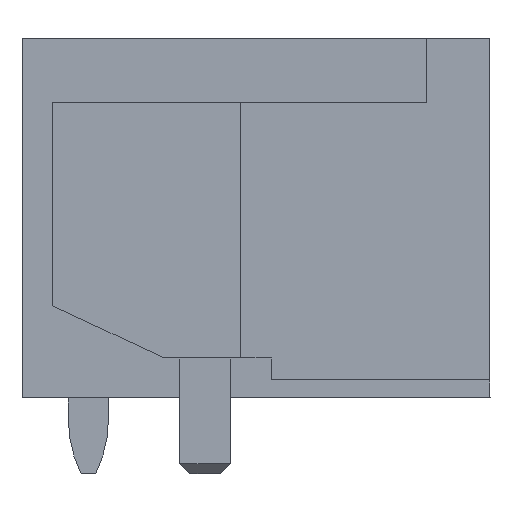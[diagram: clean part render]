
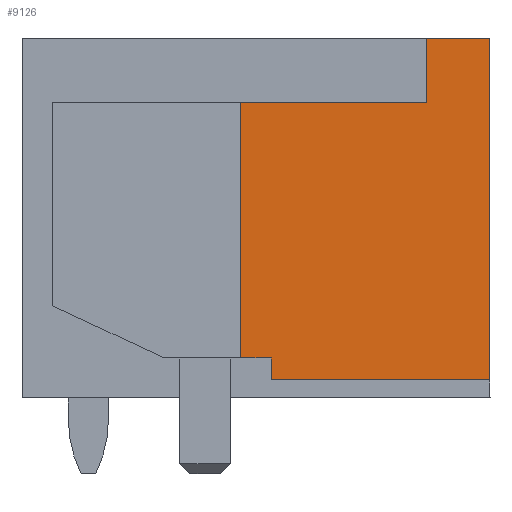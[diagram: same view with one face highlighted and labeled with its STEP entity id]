
A CAD part, left-side view. The second image highlights one B-rep face of the part: STEP entity #9126.
In plain terms, the highlighted planar face has unit normal (-1, 0, 0).
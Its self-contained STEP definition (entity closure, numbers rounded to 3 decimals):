
#9095=AXIS2_PLACEMENT_3D('Plane Axis2P3D',#9092,#9093,#9094) ;
#352=CARTESIAN_POINT('Vertex',(0.,0.,8.57)) ;
#355=CARTESIAN_POINT('Line Origine',(0.,0.,5.21)) ;
#359=CARTESIAN_POINT('Vertex',(0.,0.,1.85)) ;
#1219=CARTESIAN_POINT('Vertex',(0.,1.25,8.57)) ;
#1222=CARTESIAN_POINT('Line Origine',(0.,0.625,8.57)) ;
#9029=CARTESIAN_POINT('Vertex',(0.,4.3,1.85)) ;
#9032=CARTESIAN_POINT('Line Origine',(0.,4.3,2.065)) ;
#9036=CARTESIAN_POINT('Vertex',(0.,4.3,2.28)) ;
#9056=CARTESIAN_POINT('Line Origine',(0.,2.15,1.85)) ;
#9077=CARTESIAN_POINT('Vertex',(0.,1.25,7.3)) ;
#9080=CARTESIAN_POINT('Line Origine',(0.,1.25,7.935)) ;
#9092=CARTESIAN_POINT('Axis2P3D Location',(0.,0.,0.)) ;
#9097=CARTESIAN_POINT('Line Origine',(0.,4.6,2.28)) ;
#9101=CARTESIAN_POINT('Vertex',(0.,4.9,2.28)) ;
#9104=CARTESIAN_POINT('Line Origine',(0.,3.075,7.3)) ;
#9108=CARTESIAN_POINT('Vertex',(0.,4.9,7.3)) ;
#9111=CARTESIAN_POINT('Line Origine',(0.,4.9,4.79)) ;
#356=DIRECTION('Vector Direction',(0.,0.,-1.)) ;
#1223=DIRECTION('Vector Direction',(0.,-1.,0.)) ;
#9033=DIRECTION('Vector Direction',(0.,0.,1.)) ;
#9057=DIRECTION('Vector Direction',(0.,1.,0.)) ;
#9081=DIRECTION('Vector Direction',(0.,0.,1.)) ;
#9093=DIRECTION('Axis2P3D Direction',(-1.,0.,0.)) ;
#9094=DIRECTION('Axis2P3D XDirection',(0.,-1.,0.)) ;
#9098=DIRECTION('Vector Direction',(0.,1.,0.)) ;
#9105=DIRECTION('Vector Direction',(0.,-1.,0.)) ;
#9112=DIRECTION('Vector Direction',(0.,0.,-1.)) ;
#357=VECTOR('Line Direction',#356,1.) ;
#1224=VECTOR('Line Direction',#1223,1.) ;
#9034=VECTOR('Line Direction',#9033,1.) ;
#9058=VECTOR('Line Direction',#9057,1.) ;
#9082=VECTOR('Line Direction',#9081,1.) ;
#9099=VECTOR('Line Direction',#9098,1.) ;
#9106=VECTOR('Line Direction',#9105,1.) ;
#9113=VECTOR('Line Direction',#9112,1.) ;
#9117=ORIENTED_EDGE('',*,*,#9103,.T.) ;
#9118=ORIENTED_EDGE('',*,*,#9038,.T.) ;
#9119=ORIENTED_EDGE('',*,*,#9060,.T.) ;
#9120=ORIENTED_EDGE('',*,*,#361,.T.) ;
#9121=ORIENTED_EDGE('',*,*,#1226,.T.) ;
#9122=ORIENTED_EDGE('',*,*,#9084,.T.) ;
#9123=ORIENTED_EDGE('',*,*,#9110,.T.) ;
#9124=ORIENTED_EDGE('',*,*,#9115,.T.) ;
#9126=ADVANCED_FACE('HOUSING',(#9125),#9096,.T.) ;
#361=EDGE_CURVE('',#360,#353,#358,.F.) ;
#1226=EDGE_CURVE('',#353,#1220,#1225,.F.) ;
#9038=EDGE_CURVE('',#9037,#9030,#9035,.F.) ;
#9060=EDGE_CURVE('',#9030,#360,#9059,.F.) ;
#9084=EDGE_CURVE('',#1220,#9078,#9083,.F.) ;
#9103=EDGE_CURVE('',#9102,#9037,#9100,.F.) ;
#9110=EDGE_CURVE('',#9078,#9109,#9107,.F.) ;
#9115=EDGE_CURVE('',#9109,#9102,#9114,.T.) ;
#9116=EDGE_LOOP('',(#9117,#9118,#9119,#9120,#9121,#9122,#9123,#9124)) ;
#9125=FACE_OUTER_BOUND('',#9116,.T.) ;
#358=LINE('Line',#355,#357) ;
#1225=LINE('Line',#1222,#1224) ;
#9035=LINE('Line',#9032,#9034) ;
#9059=LINE('Line',#9056,#9058) ;
#9083=LINE('Line',#9080,#9082) ;
#9100=LINE('Line',#9097,#9099) ;
#9107=LINE('Line',#9104,#9106) ;
#9114=LINE('Line',#9111,#9113) ;
#9096=PLANE('',#9095) ;
#353=VERTEX_POINT('',#352) ;
#360=VERTEX_POINT('',#359) ;
#1220=VERTEX_POINT('',#1219) ;
#9030=VERTEX_POINT('',#9029) ;
#9037=VERTEX_POINT('',#9036) ;
#9078=VERTEX_POINT('',#9077) ;
#9102=VERTEX_POINT('',#9101) ;
#9109=VERTEX_POINT('',#9108) ;
